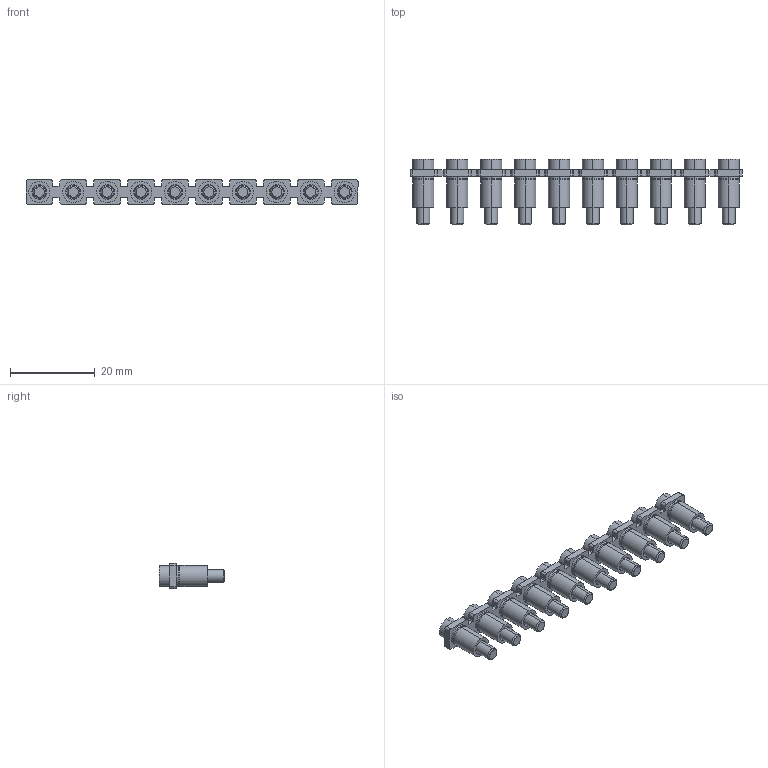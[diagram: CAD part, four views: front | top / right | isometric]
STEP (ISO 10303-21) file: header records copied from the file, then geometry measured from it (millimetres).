
FILE_DESCRIPTION (( 'STEP AP214' ), '1' );
FILE_NAME ('UK 6-10.STP', '2013-04-04T06:39:59', ( 'murat' ), ( 'Microsoft' ), 'SwSTEP 2.0', 'SolidWorks 2013', '' );
FILE_SCHEMA (( 'AUTOMOTIVE_DESIGN' ));
Length unit declared in the file: millimetre
Products named in the file (1): UK 6-10
Bounding box: 78.3 x 15.5 x 5.9 mm (x, y, z)
Volume: 2473.3 mm3; surface area: 5922.1 mm2
Topology: 31 solids, 31 shells, 784 faces, 1776 edges, 1094 vertices
Faces by surface type: cylinder 336, plane 218, torus 190, cone 40
Entity records: 31320 total; most frequent: DIRECTION 4358, CARTESIAN_POINT 3855, ORIENTED_EDGE 3552, AXIS2_PLACEMENT_3D 1837, EDGE_CURVE 1776, VERTEX_POINT 1094, CIRCLE 1052, EDGE_LOOP 884
